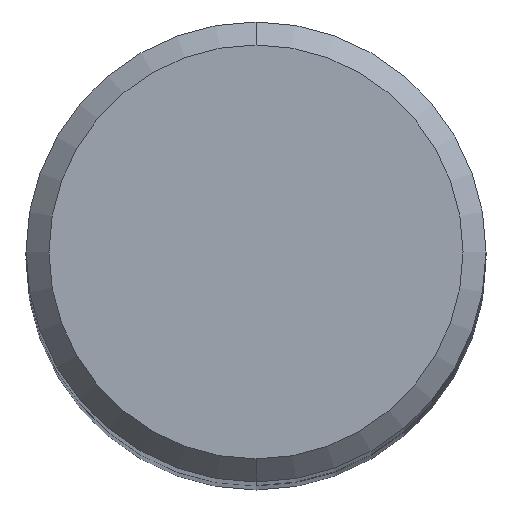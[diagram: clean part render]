
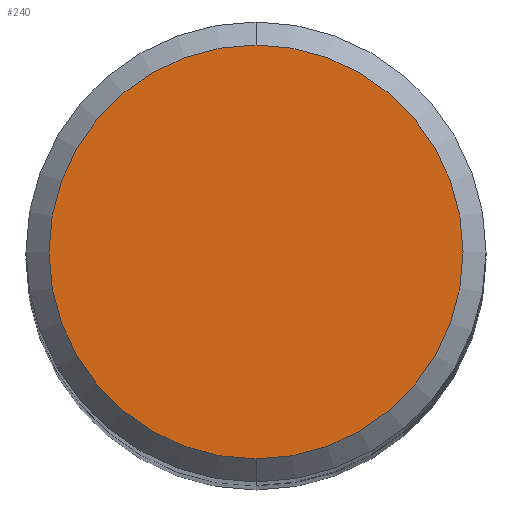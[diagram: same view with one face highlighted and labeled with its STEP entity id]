
A CAD part, top view. The second image highlights one B-rep face of the part: STEP entity #240.
In plain terms, the highlighted planar face has unit normal (0, 0, 1).
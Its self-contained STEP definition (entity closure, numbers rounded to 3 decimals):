
#172=VERTEX_POINT('',#451);
#202=EDGE_CURVE('',#172,#296,#483,.T.);
#240=ADVANCED_FACE('',(#525),#526,.T.);
#296=VERTEX_POINT('',#587);
#356=EDGE_CURVE('',#296,#172,#654,.T.);
#451=CARTESIAN_POINT('',(0.0,4.5,0.0));
#483=CIRCLE('',#834,4.5);
#525=FACE_OUTER_BOUND('',#920,.T.);
#526=PLANE('',#921);
#587=CARTESIAN_POINT('',(0.,-4.5,0.0));
#654=CIRCLE('',#1188,4.5);
#834=AXIS2_PLACEMENT_3D('',#1404,#1405,#1406);
#920=EDGE_LOOP('',(#1453,#1454));
#921=AXIS2_PLACEMENT_3D('',#1455,#1456,#1457);
#1188=AXIS2_PLACEMENT_3D('',#1601,#1602,#1603);
#1404=CARTESIAN_POINT('',(0.0,0.0,0.0));
#1405=DIRECTION('',(0.0,0.0,-1.0));
#1406=DIRECTION('',(0.0,1.0,0.0));
#1453=ORIENTED_EDGE('',*,*,#202,.F.);
#1454=ORIENTED_EDGE('',*,*,#356,.F.);
#1455=CARTESIAN_POINT('',(0.0,2.25,0.0));
#1456=DIRECTION('',(-0.0,0.0,1.0));
#1457=DIRECTION('',(0.0,-1.0,0.0));
#1601=CARTESIAN_POINT('',(0.0,0.0,0.0));
#1602=DIRECTION('',(0.0,0.0,-1.0));
#1603=DIRECTION('',(0.0,1.0,0.0));
